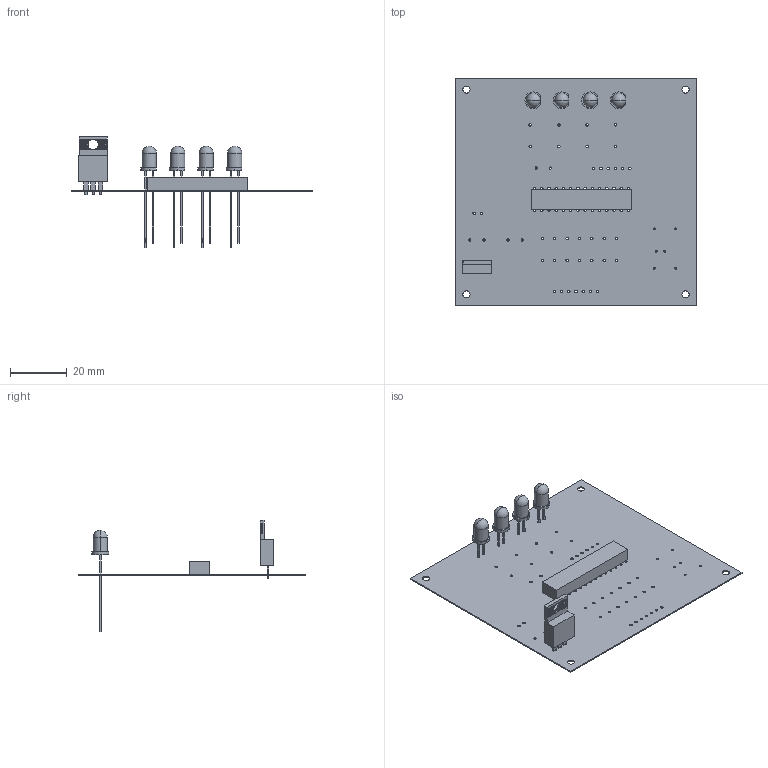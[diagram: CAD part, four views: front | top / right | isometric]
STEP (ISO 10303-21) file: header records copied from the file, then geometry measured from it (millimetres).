
FILE_DESCRIPTION(('Open CASCADE Model'),'2;1');
FILE_NAME('Open CASCADE Shape Model','2021-05-20T19:25:34',('Author'),( 'Open CASCADE'),'Open CASCADE STEP processor 6.8','Open CASCADE 6.8' ,'Unknown');
FILE_SCHEMA(('AUTOMOTIVE_DESIGN { 1 0 10303 214 1 1 1 1 }'));
Length unit declared in the file: millimetre
Products named in the file (48): PCB; Board; Open CASCADE STEP translator 6.8 2.1.1; U2; 5932290336; Extruded; 5932290176; 5932289936; 5932289696; 5932289296; 5932289056; 5932288816; 5932288576; 5932288336; 5932287936; 5932287696; 5932287456; 5932287056; 5932286816; 5932286576; 5932286416; 5932286256; 5932286096; U1; 5938057616; LED4; WP7113; LED3; LED2; LED1
Assembly tree (73 placements, depth 4):
  PCB
    Board
      Open CASCADE STEP translator 6.8 2.1.1
    U2
      5932290336
        Extruded
      5932290176  x2
        Extruded
      5932289936  x2
        Extruded
      5932289696  x4
        Extruded
      5932289296  x2
        Extruded
      5932289056  x2
        Extruded
      5932288816  x2
        Extruded
      5932288576  x2
        Extruded
      5932288336  x4
        Extruded
      5932287936  x2
        Extruded
      5932287696  x2
        Extruded
      5932287456  x4
        Extruded
      5932287056  x2
        Extruded
      5932286816  x2
        Extruded
      5932286576
        Extruded
      5932286416
        Extruded
      5932286256  x3
        Extruded
      5932286096  x3
        Extruded
    U1
      5938057616
        Extruded
    LED4
      WP7113
    LED3
      WP7113
    LED2
      WP7113
    LED1
      WP7113
Bounding box: 85 x 80 x 39.05 mm (x, y, z)
Volume: 5149.5 mm3; surface area: 16650.9 mm2
Topology: 47 solids, 47 shells, 1626 faces, 4240 edges, 2820 vertices
Faces by surface type: plane 1042, bspline 464, cylinder 112, sphere 8
Full cylindrical faces by diameter (mm): 0.7 x6, 0.8 x6, 0.85 x22, 0.889 x8, 0.9 x43, 1 x3, 2.5 x4
Entity records: 25477 total; most frequent: CARTESIAN_POINT 9286, ORIENTED_EDGE 2752, DIRECTION 2320, EDGE_CURVE 1376, LINE 946, VECTOR 946, VERTEX_POINT 917, FACE_BOUND 746
